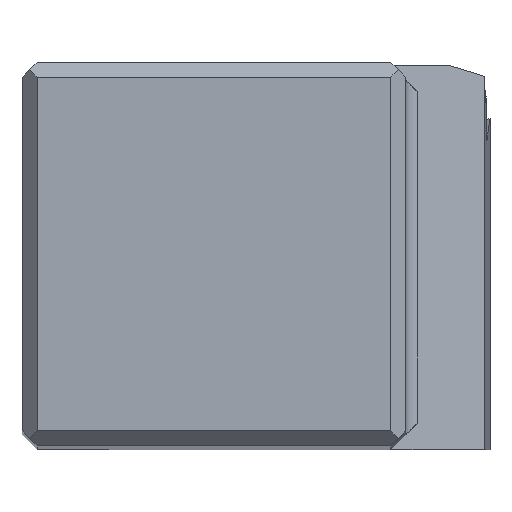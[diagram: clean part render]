
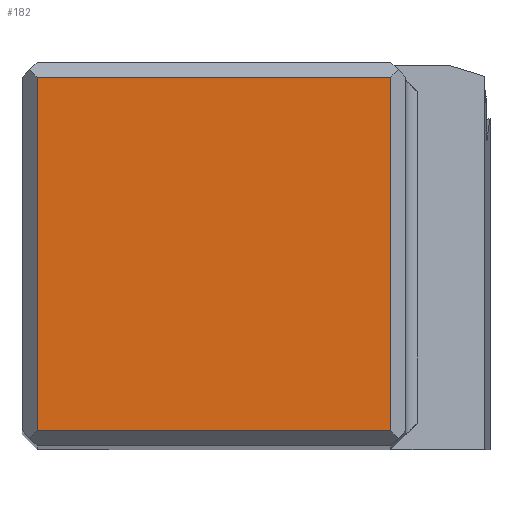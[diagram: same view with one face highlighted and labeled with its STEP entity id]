
A CAD part, top view. The second image highlights one B-rep face of the part: STEP entity #182.
In plain terms, the highlighted planar face has unit normal (0, 0, 1).
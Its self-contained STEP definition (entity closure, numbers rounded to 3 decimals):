
#182=ADVANCED_FACE('',(#284),#242,.T.);
#242=PLANE('',#1417);
#284=FACE_OUTER_BOUND('',#353,.T.);
#353=EDGE_LOOP('',(#572,#573,#574,#575));
#572=ORIENTED_EDGE('',*,*,#978,.F.);
#573=ORIENTED_EDGE('',*,*,#979,.T.);
#574=ORIENTED_EDGE('',*,*,#980,.T.);
#575=ORIENTED_EDGE('',*,*,#890,.F.);
#768=VERTEX_POINT('',#1890);
#769=VERTEX_POINT('',#1892);
#826=VERTEX_POINT('',#2073);
#827=VERTEX_POINT('',#2077);
#890=EDGE_CURVE('',#768,#769,#1074,.T.);
#978=EDGE_CURVE('',#826,#768,#1144,.T.);
#979=EDGE_CURVE('',#826,#827,#1145,.T.);
#980=EDGE_CURVE('',#827,#769,#1146,.T.);
#1074=LINE('',#1891,#1190);
#1144=LINE('',#2074,#1260);
#1145=LINE('',#2076,#1261);
#1146=LINE('',#2078,#1262);
#1190=VECTOR('',#1519,1.);
#1260=VECTOR('',#1683,1.);
#1261=VECTOR('',#1686,1.);
#1262=VECTOR('',#1687,1.);
#1417=AXIS2_PLACEMENT_3D('',#2079,#1688,#1689);
#1519=DIRECTION('',(-1.,0.,0.));
#1683=DIRECTION('',(0.,-1.,0.));
#1686=DIRECTION('',(-1.,0.,0.));
#1687=DIRECTION('',(0.,-1.,0.));
#1688=DIRECTION('',(0.,0.,1.));
#1689=DIRECTION('',(1.,0.,0.));
#1890=CARTESIAN_POINT('',(24.4,1.,0.));
#1891=CARTESIAN_POINT('',(24.4,1.,0.));
#1892=CARTESIAN_POINT('',(1.,1.,0.));
#2073=CARTESIAN_POINT('',(24.4,24.4,0.));
#2074=CARTESIAN_POINT('',(24.4,24.4,0.));
#2076=CARTESIAN_POINT('',(24.4,24.4,0.));
#2077=CARTESIAN_POINT('',(1.,24.4,0.));
#2078=CARTESIAN_POINT('',(1.,24.4,0.));
#2079=CARTESIAN_POINT('',(12.7,12.7,0.));
